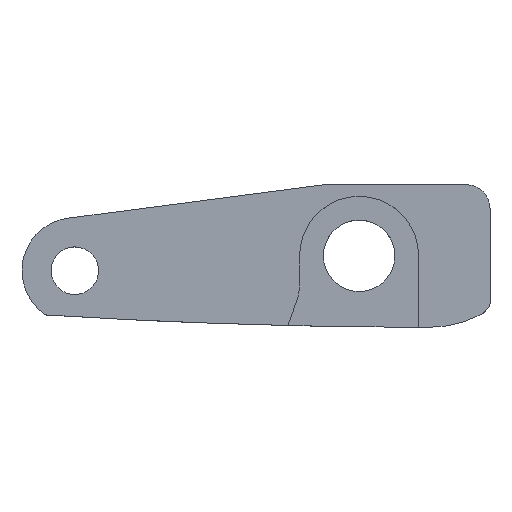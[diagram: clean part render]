
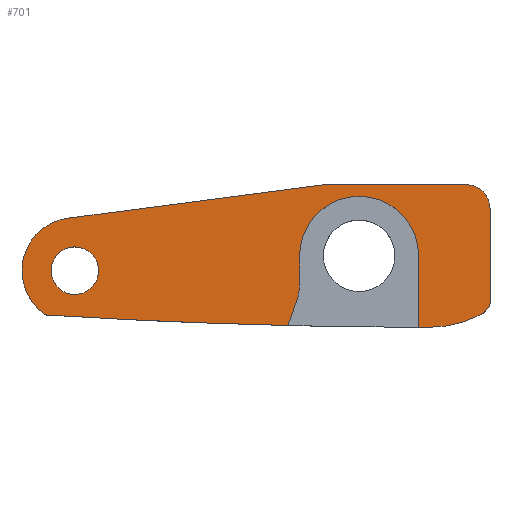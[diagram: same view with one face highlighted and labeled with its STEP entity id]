
A CAD part, top view. The second image highlights one B-rep face of the part: STEP entity #701.
In plain terms, the highlighted planar face has unit normal (0, 0, 1).
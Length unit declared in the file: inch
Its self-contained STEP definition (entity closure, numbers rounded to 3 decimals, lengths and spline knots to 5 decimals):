
#11 = VECTOR ( 'NONE', #1456, 39.37008 ) ;
#17 = DIRECTION ( 'NONE',  ( 1., 0., 0. ) ) ;
#18 = EDGE_CURVE ( 'NONE', #872, #510, #905, .T. ) ;
#43 = CARTESIAN_POINT ( 'NONE',  ( 0., 0.47, 0. ) ) ;
#62 = CIRCLE ( 'NONE', #663, 0.15748 ) ;
#65 = ORIENTED_EDGE ( 'NONE', *, *, #1014, .F. ) ;
#67 = LINE ( 'NONE', #1101, #11 ) ;
#68 = DIRECTION ( 'NONE',  ( 1., 0., 0. ) ) ;
#72 = CARTESIAN_POINT ( 'NONE',  ( 0.3937, 0., 0. ) ) ;
#79 = CARTESIAN_POINT ( 'NONE',  ( 0.47244, 39.52756, 0. ) ) ;
#81 = AXIS2_PLACEMENT_3D ( 'NONE', #706, #484, #940 ) ;
#85 = ORIENTED_EDGE ( 'NONE', *, *, #1202, .F. ) ;
#90 = DIRECTION ( 'NONE',  ( 0., 0., -1. ) ) ;
#95 = VERTEX_POINT ( 'NONE', #1405 ) ;
#98 = CARTESIAN_POINT ( 'NONE',  ( -1.88157, -0.09843, 0. ) ) ;
#99 = VERTEX_POINT ( 'NONE', #1284 ) ;
#114 = VERTEX_POINT ( 'NONE', #939 ) ;
#141 = DIRECTION ( 'NONE',  ( 0., 0., 1. ) ) ;
#151 = DIRECTION ( 'NONE',  ( 1., 0., 0. ) ) ;
#166 = DIRECTION ( 'NONE',  ( 0., -1., 0. ) ) ;
#176 = VERTEX_POINT ( 'NONE', #1210 ) ;
#187 = CARTESIAN_POINT ( 'NONE',  ( 0.3937, 0., 0. ) ) ;
#193 = EDGE_CURVE ( 'NONE', #1006, #341, #67, .T. ) ;
#195 = DIRECTION ( 'NONE',  ( 0., 1., 0. ) ) ;
#201 = EDGE_CURVE ( 'NONE', #114, #226, #279, .T. ) ;
#202 = CIRCLE ( 'NONE', #1462, 0.15748 ) ;
#205 = AXIS2_PLACEMENT_3D ( 'NONE', #98, #1379, #1044 ) ;
#221 = PLANE ( 'NONE',  #1397 ) ;
#226 = VERTEX_POINT ( 'NONE', #1107 ) ;
#227 = DIRECTION ( 'NONE',  ( 1., 0., 0. ) ) ;
#229 = CIRCLE ( 'NONE', #1069, 0.15748 ) ;
#236 = FACE_OUTER_BOUND ( 'NONE', #546, .T. ) ;
#253 = CARTESIAN_POINT ( 'NONE',  ( -0.3937, 0., 0. ) ) ;
#254 = CIRCLE ( 'NONE', #205, 0.35 ) ;
#257 = VECTOR ( 'NONE', #816, 39.37008 ) ;
#260 = CARTESIAN_POINT ( 'NONE',  ( -0.7874, -0.1763, 0. ) ) ;
#265 = CARTESIAN_POINT ( 'NONE',  ( -1.88157, -0.09843, 0. ) ) ;
#272 = VERTEX_POINT ( 'NONE', #1275 ) ;
#279 = LINE ( 'NONE', #1224, #850 ) ;
#315 = EDGE_CURVE ( 'NONE', #344, #910, #1404, .T. ) ;
#341 = VERTEX_POINT ( 'NONE', #547 ) ;
#342 = CARTESIAN_POINT ( 'NONE',  ( -1.88157, -0.09843, 0. ) ) ;
#344 = VERTEX_POINT ( 'NONE', #1482 ) ;
#362 = DIRECTION ( 'NONE',  ( 0., 0., -1. ) ) ;
#371 = EDGE_CURVE ( 'NONE', #565, #1205, #1002, .T. ) ;
#386 = ORIENTED_EDGE ( 'NONE', *, *, #1330, .F. ) ;
#392 = ORIENTED_EDGE ( 'NONE', *, *, #758, .F. ) ;
#409 = EDGE_LOOP ( 'NONE', ( #85, #655 ) ) ;
#415 = ORIENTED_EDGE ( 'NONE', *, *, #201, .F. ) ;
#422 = AXIS2_PLACEMENT_3D ( 'NONE', #260, #141, #928 ) ;
#453 = VECTOR ( 'NONE', #195, 39.37008 ) ;
#484 = DIRECTION ( 'NONE',  ( 0., 0., -1. ) ) ;
#510 = VERTEX_POINT ( 'NONE', #1298 ) ;
#529 = EDGE_CURVE ( 'NONE', #631, #95, #745, .T. ) ;
#534 = AXIS2_PLACEMENT_3D ( 'NONE', #1057, #584, #17 ) ;
#537 = AXIS2_PLACEMENT_3D ( 'NONE', #630, #1326, #1097 ) ;
#546 = EDGE_LOOP ( 'NONE', ( #807, #665, #392, #1374, #553, #1220, #846, #1498, #793, #65, #386, #551, #1096, #415, #1273 ) ) ;
#547 = CARTESIAN_POINT ( 'NONE',  ( -0.41744, -0.31095, 0. ) ) ;
#551 = ORIENTED_EDGE ( 'NONE', *, *, #18, .F. ) ;
#553 = ORIENTED_EDGE ( 'NONE', *, *, #193, .T. ) ;
#565 = VERTEX_POINT ( 'NONE', #1362 ) ;
#582 = EDGE_CURVE ( 'NONE', #1006, #272, #685, .T. ) ;
#584 = DIRECTION ( 'NONE',  ( 0., 0., 1. ) ) ;
#587 = VECTOR ( 'NONE', #633, 39.37008 ) ;
#614 = VERTEX_POINT ( 'NONE', #1480 ) ;
#626 = CARTESIAN_POINT ( 'NONE',  ( 0.47244, -0.47244, 0. ) ) ;
#630 = CARTESIAN_POINT ( 'NONE',  ( 0.47244, 39.52756, 0. ) ) ;
#631 = VERTEX_POINT ( 'NONE', #187 ) ;
#633 = DIRECTION ( 'NONE',  ( 0., -1., 0. ) ) ;
#655 = ORIENTED_EDGE ( 'NONE', *, *, #768, .F. ) ;
#663 = AXIS2_PLACEMENT_3D ( 'NONE', #342, #1257, #227 ) ;
#665 = ORIENTED_EDGE ( 'NONE', *, *, #371, .F. ) ;
#685 = CIRCLE ( 'NONE', #1293, 40. ) ;
#697 = LINE ( 'NONE', #43, #774 ) ;
#701 = ADVANCED_FACE ( 'NONE', ( #901, #236 ), #221, .F. ) ;
#706 = CARTESIAN_POINT ( 'NONE',  ( 0.47244, 0.23224, 0. ) ) ;
#718 = DIRECTION ( 'NONE',  ( -1., 0., 0. ) ) ;
#745 = LINE ( 'NONE', #72, #587 ) ;
#758 = EDGE_CURVE ( 'NONE', #272, #565, #254, .T. ) ;
#768 = EDGE_CURVE ( 'NONE', #176, #99, #62, .T. ) ;
#774 = VECTOR ( 'NONE', #1426, 39.37008 ) ;
#793 = ORIENTED_EDGE ( 'NONE', *, *, #529, .T. ) ;
#807 = ORIENTED_EDGE ( 'NONE', *, *, #1246, .F. ) ;
#816 = DIRECTION ( 'NONE',  ( 0.992, 0.13, 0. ) ) ;
#836 = CARTESIAN_POINT ( 'NONE',  ( 0.69996, -0.21202, 0. ) ) ;
#846 = ORIENTED_EDGE ( 'NONE', *, *, #315, .T. ) ;
#850 = VECTOR ( 'NONE', #166, 39.37008 ) ;
#856 = CARTESIAN_POINT ( 'NONE',  ( 0.70866, 0.31254, 0. ) ) ;
#872 = VERTEX_POINT ( 'NONE', #1421 ) ;
#877 = AXIS2_PLACEMENT_3D ( 'NONE', #836, #927, #1410 ) ;
#901 = FACE_BOUND ( 'NONE', #409, .T. ) ;
#905 = CIRCLE ( 'NONE', #877, 0.20555 ) ;
#910 = VERTEX_POINT ( 'NONE', #253 ) ;
#927 = DIRECTION ( 'NONE',  ( 0., 0., -1. ) ) ;
#928 = DIRECTION ( 'NONE',  ( 1., 0., 0. ) ) ;
#931 = DIRECTION ( 'NONE',  ( 0., 0., -1. ) ) ;
#939 = CARTESIAN_POINT ( 'NONE',  ( 0.86614, 0.31254, 0. ) ) ;
#940 = DIRECTION ( 'NONE',  ( 1., 0., 0. ) ) ;
#998 = DIRECTION ( 'NONE',  ( 1., 0., 0. ) ) ;
#1002 = LINE ( 'NONE', #1387, #257 ) ;
#1006 = VERTEX_POINT ( 'NONE', #1468 ) ;
#1014 = EDGE_CURVE ( 'NONE', #1418, #95, #1342, .T. ) ;
#1037 = DIRECTION ( 'NONE',  ( 0., -1., 0. ) ) ;
#1044 = DIRECTION ( 'NONE',  ( -1., 0., 0. ) ) ;
#1045 = CIRCLE ( 'NONE', #1391, 0.3937 ) ;
#1051 = CARTESIAN_POINT ( 'NONE',  ( -0.23622, 0.47, 0. ) ) ;
#1057 = CARTESIAN_POINT ( 'NONE',  ( 0.70866, -0.31496, 0. ) ) ;
#1069 = AXIS2_PLACEMENT_3D ( 'NONE', #265, #1081, #151 ) ;
#1081 = DIRECTION ( 'NONE',  ( 0., 0., 1. ) ) ;
#1096 = ORIENTED_EDGE ( 'NONE', *, *, #1299, .T. ) ;
#1097 = DIRECTION ( 'NONE',  ( 1., 0., 0. ) ) ;
#1101 = CARTESIAN_POINT ( 'NONE',  ( -0.41744, -0.31095, 0. ) ) ;
#1102 = DIRECTION ( 'NONE',  ( 0., 0., 1. ) ) ;
#1107 = CARTESIAN_POINT ( 'NONE',  ( 0.86614, -0.31496, 0. ) ) ;
#1114 = CARTESIAN_POINT ( 'NONE',  ( -0.3937, 0., 0. ) ) ;
#1116 = CIRCLE ( 'NONE', #422, 0.3937 ) ;
#1144 = CIRCLE ( 'NONE', #534, 0.15748 ) ;
#1202 = EDGE_CURVE ( 'NONE', #99, #176, #229, .T. ) ;
#1205 = VERTEX_POINT ( 'NONE', #1051 ) ;
#1210 = CARTESIAN_POINT ( 'NONE',  ( -1.72409, -0.09843, 0. ) ) ;
#1220 = ORIENTED_EDGE ( 'NONE', *, *, #1260, .T. ) ;
#1224 = CARTESIAN_POINT ( 'NONE',  ( 0.86614, 0., 0. ) ) ;
#1246 = EDGE_CURVE ( 'NONE', #1205, #614, #697, .T. ) ;
#1257 = DIRECTION ( 'NONE',  ( 0., 0., 1. ) ) ;
#1260 = EDGE_CURVE ( 'NONE', #341, #344, #1116, .T. ) ;
#1273 = ORIENTED_EDGE ( 'NONE', *, *, #1371, .T. ) ;
#1275 = CARTESIAN_POINT ( 'NONE',  ( -2.07312, -0.39136, 0. ) ) ;
#1281 = EDGE_CURVE ( 'NONE', #910, #631, #1045, .T. ) ;
#1284 = CARTESIAN_POINT ( 'NONE',  ( -2.03905, -0.09843, 0. ) ) ;
#1293 = AXIS2_PLACEMENT_3D ( 'NONE', #79, #90, #998 ) ;
#1298 = CARTESIAN_POINT ( 'NONE',  ( 0.79366, -0.39497, 0. ) ) ;
#1299 = EDGE_CURVE ( 'NONE', #872, #226, #1144, .T. ) ;
#1326 = DIRECTION ( 'NONE',  ( 0., 0., -1. ) ) ;
#1330 = EDGE_CURVE ( 'NONE', #510, #1418, #1337, .T. ) ;
#1337 = CIRCLE ( 'NONE', #81, 0.70468 ) ;
#1342 = CIRCLE ( 'NONE', #537, 40. ) ;
#1362 = CARTESIAN_POINT ( 'NONE',  ( -1.92701, 0.24861, 0. ) ) ;
#1371 = EDGE_CURVE ( 'NONE', #114, #614, #202, .T. ) ;
#1374 = ORIENTED_EDGE ( 'NONE', *, *, #582, .F. ) ;
#1379 = DIRECTION ( 'NONE',  ( 0., 0., -1. ) ) ;
#1387 = CARTESIAN_POINT ( 'NONE',  ( -0.06448, 0.49249, 0. ) ) ;
#1391 = AXIS2_PLACEMENT_3D ( 'NONE', #1399, #362, #718 ) ;
#1397 = AXIS2_PLACEMENT_3D ( 'NONE', #1487, #931, #1037 ) ;
#1399 = CARTESIAN_POINT ( 'NONE',  ( 0., 0., 0. ) ) ;
#1404 = LINE ( 'NONE', #1114, #453 ) ;
#1405 = CARTESIAN_POINT ( 'NONE',  ( 0.3937, -0.47236, 0. ) ) ;
#1410 = DIRECTION ( 'NONE',  ( 1., 0., 0. ) ) ;
#1418 = VERTEX_POINT ( 'NONE', #626 ) ;
#1421 = CARTESIAN_POINT ( 'NONE',  ( 0.8649, -0.33468, 0. ) ) ;
#1426 = DIRECTION ( 'NONE',  ( 1., 0., 0. ) ) ;
#1456 = DIRECTION ( 'NONE',  ( 0.342, 0.94, 0. ) ) ;
#1462 = AXIS2_PLACEMENT_3D ( 'NONE', #856, #1102, #68 ) ;
#1468 = CARTESIAN_POINT ( 'NONE',  ( -0.47216, -0.46129, 0. ) ) ;
#1480 = CARTESIAN_POINT ( 'NONE',  ( 0.71141, 0.47, 0. ) ) ;
#1482 = CARTESIAN_POINT ( 'NONE',  ( -0.3937, -0.1763, 0. ) ) ;
#1487 = CARTESIAN_POINT ( 'NONE',  ( 0., 0., 0. ) ) ;
#1498 = ORIENTED_EDGE ( 'NONE', *, *, #1281, .T. ) ;
